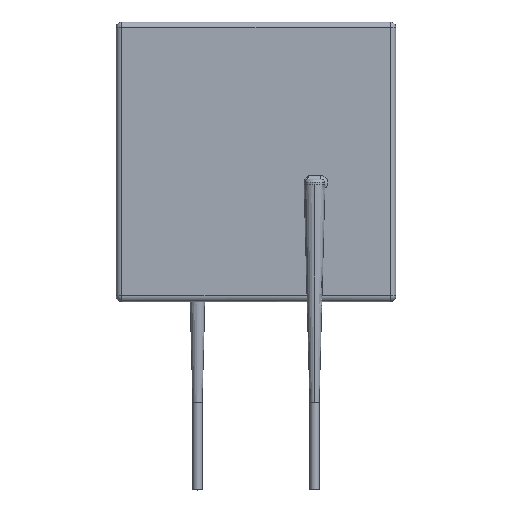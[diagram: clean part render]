
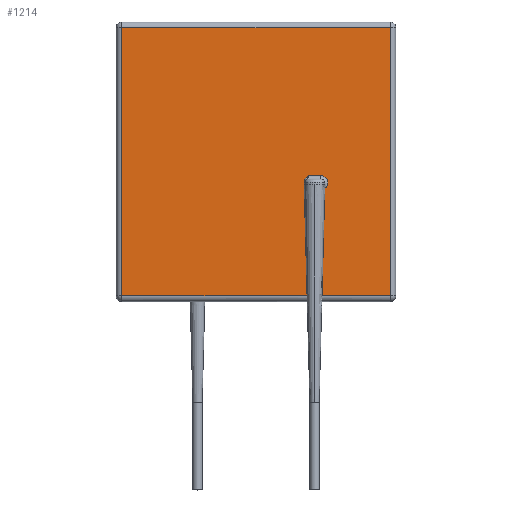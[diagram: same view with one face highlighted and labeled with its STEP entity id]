
A CAD part, top view. The second image highlights one B-rep face of the part: STEP entity #1214.
In plain terms, the highlighted planar face has unit normal (0, 0, 1).
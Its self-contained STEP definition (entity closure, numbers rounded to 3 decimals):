
#220=CARTESIAN_POINT('',(4.165,-1.72,0.6));
#266=DIRECTION('',(1.,0.,0.));
#267=VECTOR('',#266,5.888);
#268=CARTESIAN_POINT('',(5.712,-11.6,0.6));
#269=LINE('',#268,#267);
#270=DIRECTION('',(-0.026,-1.,0.));
#271=VECTOR('',#270,9.31);
#272=CARTESIAN_POINT('',(5.957,-2.293,0.6));
#273=LINE('',#272,#271);
#274=CARTESIAN_POINT('',(5.585,-1.2,0.6));
#275=CARTESIAN_POINT('',(5.609,-1.2,0.6));
#276=CARTESIAN_POINT('',(5.661,-1.202,0.6));
#277=CARTESIAN_POINT('',(5.752,-1.217,0.6));
#278=CARTESIAN_POINT('',(5.854,-1.248,0.6));
#279=CARTESIAN_POINT('',(5.959,-1.303,0.6));
#280=CARTESIAN_POINT('',(6.052,-1.378,0.6));
#281=CARTESIAN_POINT('',(6.128,-1.468,0.6));
#282=CARTESIAN_POINT('',(6.184,-1.571,0.6));
#283=CARTESIAN_POINT('',(6.219,-1.682,0.6));
#284=CARTESIAN_POINT('',(6.231,-1.797,0.6));
#285=CARTESIAN_POINT('',(6.22,-1.912,0.6));
#286=CARTESIAN_POINT('',(6.186,-2.024,0.6));
#287=CARTESIAN_POINT('',(6.13,-2.128,0.6));
#288=CARTESIAN_POINT('',(6.054,-2.22,0.6));
#289=CARTESIAN_POINT('',(5.992,-2.271,0.6));
#290=CARTESIAN_POINT('',(5.957,-2.293,0.6));
#292=DIRECTION('',(-1.,0.,0.));
#293=VECTOR('',#292,1.039);
#294=CARTESIAN_POINT('',(5.585,-1.2,0.6));
#295=LINE('',#294,#293);
#296=CARTESIAN_POINT('',(4.545,-1.2,0.6));
#297=CARTESIAN_POINT('',(4.523,-1.223,0.6));
#298=CARTESIAN_POINT('',(4.473,-1.266,0.6));
#299=CARTESIAN_POINT('',(4.383,-1.335,0.6));
#300=CARTESIAN_POINT('',(4.3,-1.409,0.6));
#301=CARTESIAN_POINT('',(4.237,-1.487,0.6));
#302=CARTESIAN_POINT('',(4.194,-1.566,0.6));
#303=CARTESIAN_POINT('',(4.17,-1.644,0.6));
#304=CARTESIAN_POINT('',(4.165,-1.694,0.6));
#305=CARTESIAN_POINT('',(4.165,-1.72,0.6));
#307=DIRECTION('',(0.,1.,0.));
#308=VECTOR('',#307,0.28);
#309=CARTESIAN_POINT('',(4.165,-2.,0.6));
#310=LINE('',#309,#308);
#311=DIRECTION('',(-0.026,1.,0.));
#312=VECTOR('',#311,9.604);
#313=CARTESIAN_POINT('',(4.418,-11.6,0.6));
#314=LINE('',#313,#312);
#315=DIRECTION('',(1.,0.,0.));
#316=VECTOR('',#315,16.018);
#317=CARTESIAN_POINT('',(-11.6,-11.6,0.6));
#318=LINE('',#317,#316);
#319=DIRECTION('',(0.,-1.,0.));
#320=VECTOR('',#319,23.2);
#321=CARTESIAN_POINT('',(-11.6,11.6,0.6));
#322=LINE('',#321,#320);
#323=DIRECTION('',(-1.,0.,0.));
#324=VECTOR('',#323,23.2);
#325=CARTESIAN_POINT('',(11.6,11.6,0.6));
#326=LINE('',#325,#324);
#327=DIRECTION('',(0.,1.,0.));
#328=VECTOR('',#327,23.2);
#329=CARTESIAN_POINT('',(11.6,-11.6,0.6));
#330=LINE('',#329,#328);
#667=CARTESIAN_POINT('',(4.165,-2.,0.6));
#669=VERTEX_POINT('',#667);
#687=CARTESIAN_POINT('',(5.585,-1.2,0.6));
#688=CARTESIAN_POINT('',(4.545,-1.2,0.6));
#689=VERTEX_POINT('',#687);
#690=VERTEX_POINT('',#688);
#691=VERTEX_POINT('',#290);
#692=VERTEX_POINT('',#220);
#703=CARTESIAN_POINT('',(5.712,-11.6,0.6));
#704=CARTESIAN_POINT('',(11.6,-11.6,0.6));
#705=VERTEX_POINT('',#703);
#706=VERTEX_POINT('',#704);
#739=CARTESIAN_POINT('',(11.6,11.6,0.6));
#740=CARTESIAN_POINT('',(-11.6,11.6,0.6));
#741=VERTEX_POINT('',#739);
#742=VERTEX_POINT('',#740);
#745=CARTESIAN_POINT('',(-11.6,-11.6,0.6));
#746=VERTEX_POINT('',#745);
#751=CARTESIAN_POINT('',(4.418,-11.6,0.6));
#752=VERTEX_POINT('',#751);
#1187=CARTESIAN_POINT('',(0.,0.,0.6));
#1188=DIRECTION('',(0.,0.,1.));
#1189=DIRECTION('',(1.,0.,0.));
#1190=AXIS2_PLACEMENT_3D('',#1187,#1188,#1189);
#1191=PLANE('',#1190);
#1193=ORIENTED_EDGE('',*,*,#1192,.F.);
#1195=ORIENTED_EDGE('',*,*,#1194,.F.);
#1197=ORIENTED_EDGE('',*,*,#1196,.F.);
#1199=ORIENTED_EDGE('',*,*,#1198,.T.);
#1200=ORIENTED_EDGE('',*,*,#1180,.T.);
#1201=ORIENTED_EDGE('',*,*,#1116,.F.);
#1203=ORIENTED_EDGE('',*,*,#1202,.F.);
#1205=ORIENTED_EDGE('',*,*,#1204,.F.);
#1207=ORIENTED_EDGE('',*,*,#1206,.F.);
#1209=ORIENTED_EDGE('',*,*,#1208,.F.);
#1211=ORIENTED_EDGE('',*,*,#1210,.F.);
#1212=EDGE_LOOP('',(#1193,#1195,#1197,#1199,#1200,#1201,#1203,#1205,#1207,#1209,
#1211));
#1213=FACE_OUTER_BOUND('',#1212,.F.);
#291=B_SPLINE_CURVE_WITH_KNOTS('',3,(#274,#275,#276,#277,#278,#279,#280,#281,
#282,#283,#284,#285,#286,#287,#288,#289,#290),.UNSPECIFIED.,.F.,.F.,(4,1,1,1,1,
1,1,1,1,1,1,1,1,1,4),(0.,0.071,0.143,
0.214,0.286,0.357,0.429,0.5,
0.571,0.643,0.714,0.786,
0.857,0.929,1.),.UNSPECIFIED.);
#306=B_SPLINE_CURVE_WITH_KNOTS('',3,(#296,#297,#298,#299,#300,#301,#302,#303,
#304,#305),.UNSPECIFIED.,.F.,.F.,(4,1,1,1,1,1,1,4),(0.,0.143,
0.286,0.429,0.571,0.714,
0.857,1.),.UNSPECIFIED.);
#1116=EDGE_CURVE('',#669,#692,#310,.T.);
#1180=EDGE_CURVE('',#690,#692,#306,.T.);
#1192=EDGE_CURVE('',#705,#706,#269,.T.);
#1194=EDGE_CURVE('',#691,#705,#273,.T.);
#1196=EDGE_CURVE('',#689,#691,#291,.T.);
#1198=EDGE_CURVE('',#689,#690,#295,.T.);
#1202=EDGE_CURVE('',#752,#669,#314,.T.);
#1204=EDGE_CURVE('',#746,#752,#318,.T.);
#1206=EDGE_CURVE('',#742,#746,#322,.T.);
#1208=EDGE_CURVE('',#741,#742,#326,.T.);
#1210=EDGE_CURVE('',#706,#741,#330,.T.);
#1214=ADVANCED_FACE('',(#1213),#1191,.T.);
